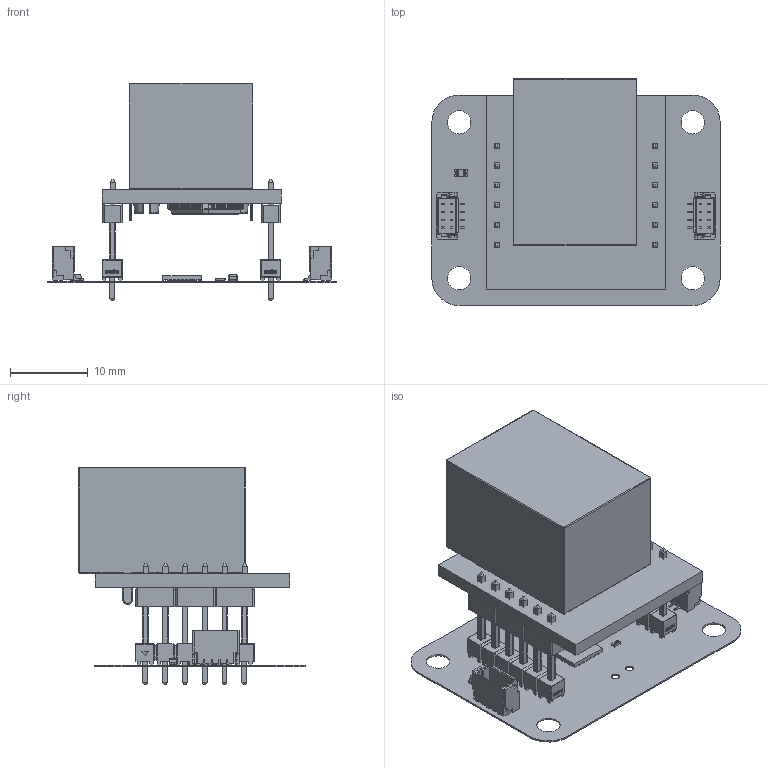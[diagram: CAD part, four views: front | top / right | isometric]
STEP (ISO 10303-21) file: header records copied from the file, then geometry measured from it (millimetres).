
FILE_DESCRIPTION(('Open CASCADE Model'),'2;1');
FILE_NAME('Open CASCADE Shape Model','2025-02-21T08:17:09',('Author'),( 'Open CASCADE'),'Open CASCADE STEP processor 7.5','Open CASCADE 7.5' ,'Unknown');
FILE_SCHEMA(('AUTOMOTIVE_DESIGN { 1 0 10303 214 1 1 1 1 }'));
Length unit declared in the file: millimetre
Products named in the file (39): PCB; Board; Open CASCADE STEP translator 7.5 9.1.1; C1; C0402; R4; User Library-R SMD 0402; User Library-R SMD 0402_0402 BODY; User Library-R SMD 0402_0402 PAD; User Library-R SMD 0402_0402 OPIS; D; DUELink-Connector-BM04B-SRSS-TB; U; 1; Conn_Samtec_HTSW-106-07-G-S_eec; HTSW-106-07-G-S; HTSW-106-07-G-S_body; T-1S6-07-HTSW-1--07-6-S; Pin1_Triangle; Samtec; J12; C2; 0805 SMD Capacitor; STAT1; 0603 LED Green; Solid1; Solid4; Free-Models; STM32-QFN32; W5500 mini Module; Open CASCADE STEP translator 7.5 9.10.2.1; Open CASCADE STEP translator 7.5 9.10.2.2; Open CASCADE STEP translator 7.5 9.10.2.3
Assembly tree (41 placements, depth 5):
  PCB
    Board
      Open CASCADE STEP translator 7.5 9.1.1
    C1
      C0402
    R4
      User Library-R SMD 0402
        User Library-R SMD 0402_0402 BODY
        User Library-R SMD 0402_0402 PAD  x2
        User Library-R SMD 0402_0402 OPIS
    D
      DUELink-Connector-BM04B-SRSS-TB
    U
      DUELink-Connector-BM04B-SRSS-TB
    1
      Conn_Samtec_HTSW-106-07-G-S_eec
        HTSW-106-07-G-S
          HTSW-106-07-G-S_body
          T-1S6-07-HTSW-1--07-6-S
          Pin1_Triangle
          Samtec
    J12
      Conn_Samtec_HTSW-106-07-G-S_eec
        HTSW-106-07-G-S
          HTSW-106-07-G-S_body
          T-1S6-07-HTSW-1--07-6-S
          Pin1_Triangle
          Samtec
    C2
      0805 SMD Capacitor
    STAT1
      0603 LED Green
        Solid1
        Solid4
        Solid1
        Solid1
        Solid4
        Solid1
        Solid1
        Solid1
    Free-Models
      STM32-QFN32
      W5500 mini Module
        Open CASCADE STEP translator 7.5 9.10.2.1
        Open CASCADE STEP translator 7.5 9.10.2.2
        Open CASCADE STEP translator 7.5 9.10.2.3
Bounding box: 37 x 29.07 x 27.94 mm (x, y, z)
Volume: 5097 mm3; surface area: 10242.9 mm2
Topology: 189 solids, 325 shells, 4613 faces, 14308 edges, 13131 vertices
Faces by surface type: plane 2992, bspline 777, cylinder 628, sphere 208, revolution 8
Full cylindrical faces by diameter (mm): 1.016 x2, 1.02 x12, 3 x4
Entity records: 136709 total; most frequent: CARTESIAN_POINT 49687, ORIENTED_EDGE 17058, DIRECTION 12027, EDGE_CURVE 8849, VERTEX_POINT 5840, LINE 4529, VECTOR 4529, B_SPLINE_CURVE_WITH_KNOTS 3994
